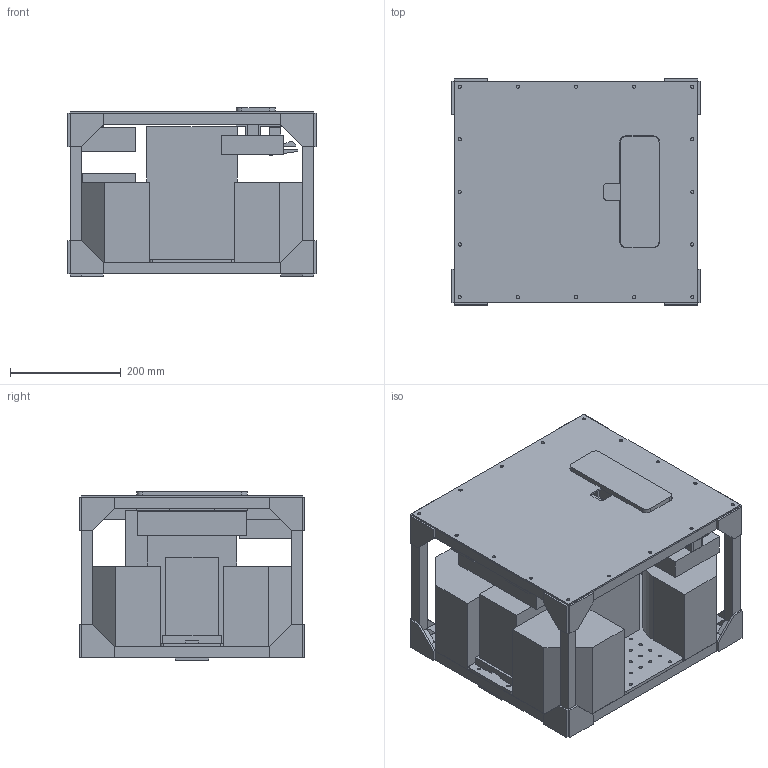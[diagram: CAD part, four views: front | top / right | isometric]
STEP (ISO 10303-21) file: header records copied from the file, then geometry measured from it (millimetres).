
FILE_DESCRIPTION(/* description */ ('STEP AP242','CAx-IF Rec.Pracs.---Representation and Presentation of Product Manufacturing Information (PMI)---4.0---2014-10-13','CAx-IF Rec.Pracs.---3D Tessellated Geometry---0.4---2014-09-14','2;1'),/* implementation_level */ '2;1');
FILE_NAME(/* name */ '6756f98e5cd018264f8756e6',/* time_stamp */ '2024-12-09T14:07:11Z',/* author */ (''),/* organization */ (''),/* preprocessor_version */ 'ST-DEVELOPER v20',/* originating_system */ 'ONSHAPE BY PTC INC, 1.190',/* authorisation */ ' ');
FILE_SCHEMA (('AP242_MANAGED_MODEL_BASED_3D_ENGINEERING_MIM_LF { 1 0 10303 442 1 1 4 }'));
Length unit declared in the file: metre
Products named in the file (21): ARX5; 2020 28mm Gusset; ARX5 Bottom Plate; ARX5 Battery Mount; 2020 20mm Corner Bracket; Intel NUC7i5BNK; ARX5 Base Camera Mount Bottom; 2020 90 Degree Plate; 2020 Tee Plate; 2020 250mm Rail; 2020 400mm Rail; 2020 20mm Gusset; ARX5 Power Adapter; ARX5 Mounting Plate; Caster Module; ARX5 Base Camera Mount Top; Duracell Ultra DURDC12-14NB Battery; Power Distribution Panel; Base Camera Mount Shim; ARX5 Top Plate; Anker SOLIX C300 Portable Power Station
Assembly tree (86 placements, depth 2):
  ARX5
    2020 28mm Gusset  x16
    ARX5 Bottom Plate
    ARX5 Battery Mount
    2020 20mm Corner Bracket  x8
    Intel NUC7i5BNK
    ARX5 Base Camera Mount Bottom
    2020 90 Degree Plate  x20
    2020 Tee Plate  x2
    2020 250mm Rail  x4
    2020 400mm Rail  x12
    2020 20mm Gusset  x8
    ARX5 Power Adapter
    ARX5 Mounting Plate
    Caster Module  x4
    ARX5 Base Camera Mount Top
    Duracell Ultra DURDC12-14NB Battery
    Power Distribution Panel
    Base Camera Mount Shim
    ARX5 Top Plate
    Anker SOLIX C300 Portable Power Station
Bounding box: 448 x 408 x 304 mm (x, y, z)
Volume: 24314912.6 mm3; surface area: 2205203.9 mm2
Topology: 86 solids, 86 shells, 789 faces, 1849 edges, 1235 vertices
Faces by surface type: plane 606, cylinder 183
Full cylindrical faces by diameter (mm): 5.5 x8, 5.8 x141, 9.75 x4
Entity records: 12628 total; most frequent: DIRECTION 2122, CARTESIAN_POINT 1963, ORIENTED_EDGE 1680, EDGE_CURVE 840, EDGE_LOOP 832, FACE_BOUND 832, AXIS2_PLACEMENT_3D 821, VERTEX_POINT 662
